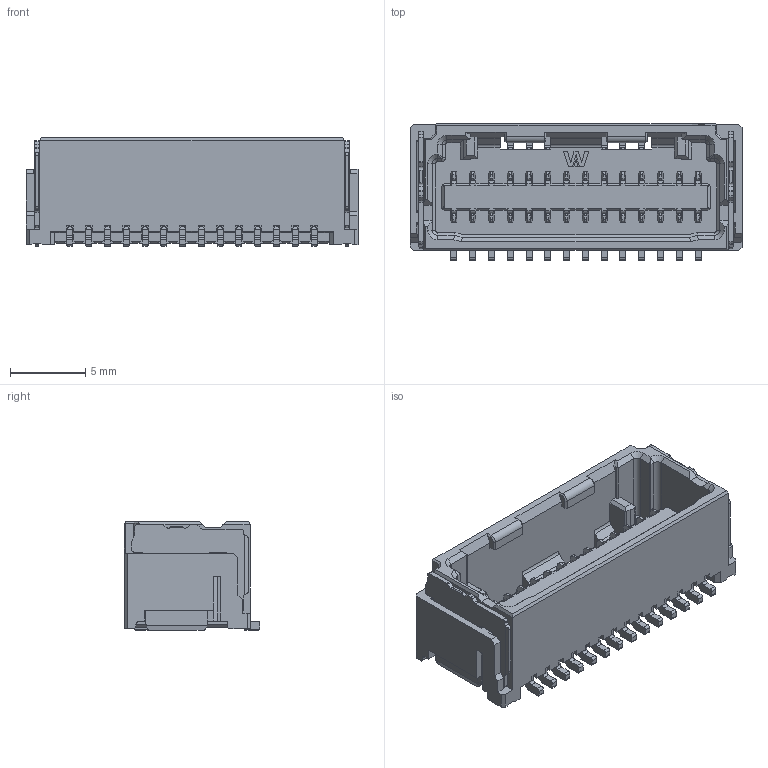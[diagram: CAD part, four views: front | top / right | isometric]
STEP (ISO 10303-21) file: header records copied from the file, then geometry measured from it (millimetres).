
FILE_DESCRIPTION( ('This file contains a STEP AP42 implementation' ,'as created by ZW3D STEP Interface translator.') ,'2;1' );
FILE_NAME( 'WF1258-2WMH14BRX.stp' ,'231228.155727', (''), ('ZWCAD Software Co.'), 'Version 1.0', 'ZW3D to STEP translator', '' );
FILE_SCHEMA(('AUTOMOTIVE_DESIGN { 1 0 10303 214 1 1 1 1 }'));
Length unit declared in the file: millimetre
Products named in the file (2): 0; WF1258-2WMH14BRX
Bounding box: 22.1 x 9.04 x 7.25 mm (x, y, z)
Volume: 620.7 mm3; surface area: 1760.1 mm2
Topology: 1 solids, 1 shells, 2615 faces, 7473 edges, 4865 vertices
Faces by surface type: plane 2076, cylinder 508, cone 22, bspline 9
Entity records: 87617 total; most frequent: CARTESIAN_POINT 16943, ORIENTED_EDGE 14950, DIRECTION 13078, EDGE_CURVE 7471, VECTOR 6164, LINE 6164, VERTEX_POINT 4865, AXIS2_PLACEMENT_3D 3457
